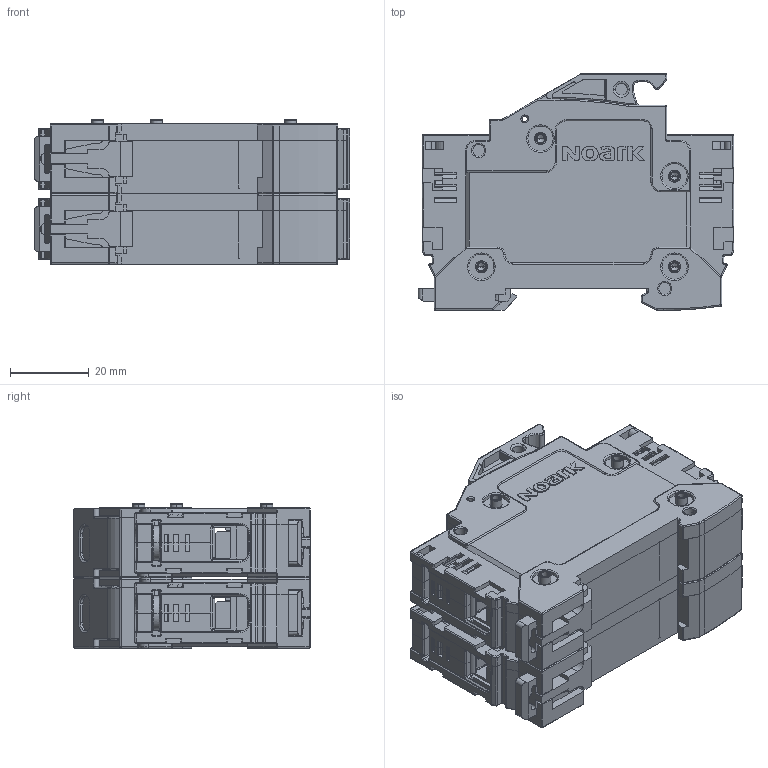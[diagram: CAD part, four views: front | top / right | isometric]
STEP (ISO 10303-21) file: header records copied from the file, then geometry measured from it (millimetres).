
FILE_DESCRIPTION((''),'2;1');
FILE_NAME('F302P_ASM','2022-10-19T15:43:37',('dychenbin'),(''),'CREO PARAMETRIC BY PTC INC, 2020044','CREO PARAMETRIC BY PTC INC, 2020044','');
FILE_SCHEMA(('CONFIG_CONTROL_DESIGN','SHAPE_APPEARANCE_LAYERS_GROUPS'));
Products named in the file (17): 8022RT1601; 8315RT1601; 8100RT1601; 8320F0101001; 8315RT1603; 8557RT1601; 8325RT1601; 5557RT1601_ASM; 8145RT1601; 8574TJ1601; 8900TJ1606; 5558RT1601_ASM; 8271RT1601; 8967RT16011; F301P_ASM; 8967RT16012; F302P_ASM
Assembly tree (31 placements, depth 5):
  F302P_ASM
    8022RT1601
    8315RT1601
    8100RT1601
    8320F0101001
    8315RT1603
    5558RT1601_ASM  x2
      5557RT1601_ASM
        8557RT1601
        8325RT1601
      8145RT1601
      8574TJ1601
      8900TJ1606
    8271RT1601
    F301P_ASM
      8022RT1601
      8315RT1601
      8100RT1601
      8320F0101001
      8315RT1603
      5558RT1601_ASM  x2
        5557RT1601_ASM
          8557RT1601
          8325RT1601
        8145RT1601
        8574TJ1601
        8900TJ1606
      8967RT16011  x4
      8271RT1601
    8967RT16012  x4
Bounding box: 80 x 60 x 36.6 mm (x, y, z)
Volume: 42285.6 mm3; surface area: 71283.3 mm2
Topology: 40 solids, 56 shells, 6350 faces, 15766 edges, 9584 vertices
Faces by surface type: plane 4010, cylinder 1518, torus 348, sphere 180, extrusion 124, cone 92, bspline 78
Entity records: 124000 total; most frequent: CARTESIAN_POINT 19898, DIRECTION 14330, ORIENTED_EDGE 14312, PRESENTATION_STYLE_ASSIGNMENT 9024, STYLED_ITEM 8925, EDGE_CURVE 7164, CURVE_STYLE 7116, VECTOR 5196
